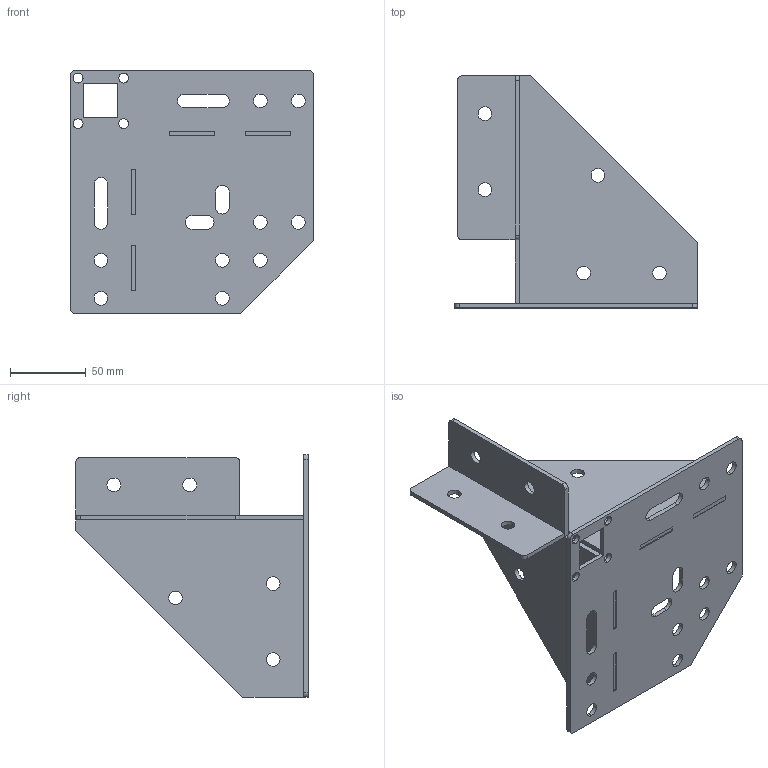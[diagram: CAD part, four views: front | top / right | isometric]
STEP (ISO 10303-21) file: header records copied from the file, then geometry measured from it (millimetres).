
FILE_DESCRIPTION(('Creo Elements/Direct Modeling STEP Export'),'2;1');
FILE_NAME('44.0201_Knoteneckelement-MMS-44_3mm-schwarz-Rolle.stp','2022-03-21T 8:58:22',(''),(''),'PTC Creo Elements/Direct Modeling STEP processor for AP214 (Solid Model)','PTC Creo Elements/Direct Modeling 19.0C 15-Aug-2015 (C) Parametric Technology GmbH','');
FILE_SCHEMA(('AUTOMOTIVE_DESIGN { 1 0 10303 214 1 1 1 1 }'));
Length unit declared in the file: millimetre
Products named in the file (4): Seitenblech_Laserschneideteil-3mm_004-11824-112_PX173487; Grundplatte_Laserschneideteil-3mm_004-11824-111_PX173486; Seitenblech_Laserschneideteil-3mm_004-11824-113_PX173488; Knoteneckelement-MMS-44_3mm-schwarz-Rolle_44.0201_PX173489
Assembly tree (3 placements, depth 2):
  Knoteneckelement-MMS-44_3mm-schwarz-Rolle_44.0201_PX173489
    Seitenblech_Laserschneideteil-3mm_004-11824-113_PX173488
    Grundplatte_Laserschneideteil-3mm_004-11824-111_PX173486
    Seitenblech_Laserschneideteil-3mm_004-11824-112_PX173487
Bounding box: 160 x 153 x 160 mm (x, y, z)
Volume: 159341.7 mm3; surface area: 115748.6 mm2
Topology: 3 solids, 3 shells, 136 faces, 390 edges, 260 vertices
Faces by surface type: plane 75, cylinder 61
Entity records: 4427 total; most frequent: ORIENTED_EDGE 780, CARTESIAN_POINT 732, DIRECTION 684, EDGE_CURVE 390, VERTEX_POINT 260, VECTOR 260, LINE 260, AXIS2_PLACEMENT_3D 212
